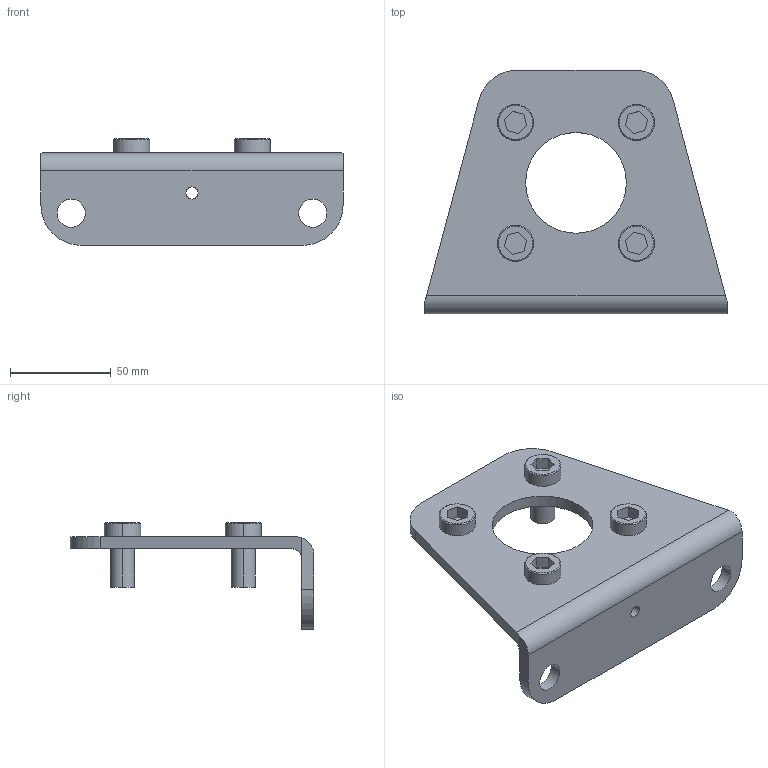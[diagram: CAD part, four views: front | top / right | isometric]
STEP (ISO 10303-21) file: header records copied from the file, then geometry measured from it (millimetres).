
FILE_DESCRIPTION (( 'STEP AP214' ), '1' );
FILE_NAME ('CG-L100.STEP', '2018-06-18T07:32:15', ( 'SONIC' ), ( 'UNITCOM PC' ), 'SwSTEP 2.0', 'SolidWorks 2015', '' );
FILE_SCHEMA (( 'AUTOMOTIVE_DESIGN' ));
Length unit declared in the file: millimetre
Products named in the file (1): CG-L100
Bounding box: 150 x 121 x 53 mm (x, y, z)
Volume: 118550.5 mm3; surface area: 47248.8 mm2
Topology: 1 solids, 1 shells, 96 faces, 224 edges, 146 vertices
Faces by surface type: plane 50, cylinder 38, cone 8
Entity records: 2800 total; most frequent: DIRECTION 496, CARTESIAN_POINT 479, ORIENTED_EDGE 448, EDGE_CURVE 224, AXIS2_PLACEMENT_3D 179, VERTEX_POINT 146, LINE 138, VECTOR 138
